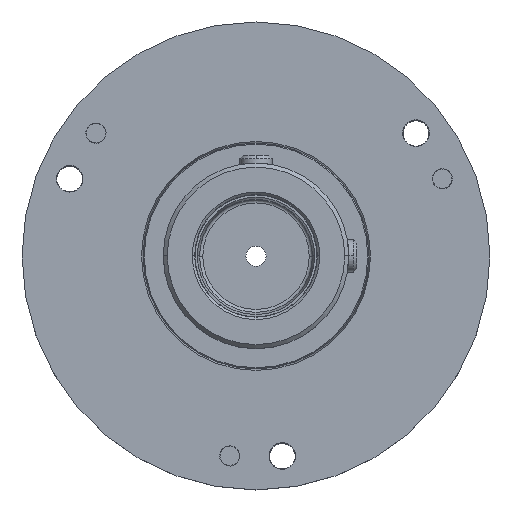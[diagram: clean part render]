
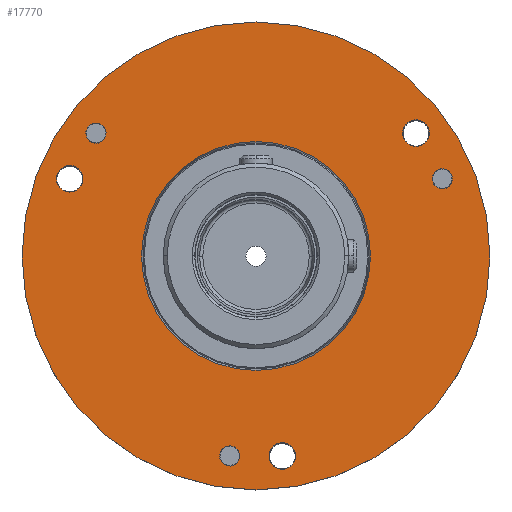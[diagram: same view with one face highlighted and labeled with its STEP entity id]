
A CAD part, top view. The second image highlights one B-rep face of the part: STEP entity #17770.
In plain terms, the highlighted planar face has unit normal (0, 0, 1).
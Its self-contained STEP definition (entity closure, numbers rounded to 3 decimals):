
#351=CARTESIAN_POINT('',(0.,0.,18.));
#352=DIRECTION('',(0.,0.,1.));
#353=DIRECTION('',(1.,0.,0.));
#354=AXIS2_PLACEMENT_3D('',#351,#352,#353);
#356=CARTESIAN_POINT('',(0.,0.,18.));
#357=DIRECTION('',(0.,0.,1.));
#358=DIRECTION('',(-1.,0.,0.));
#359=AXIS2_PLACEMENT_3D('',#356,#357,#358);
#361=CARTESIAN_POINT('',(-19.834,15.219,18.));
#362=DIRECTION('',(0.,0.,-1.));
#363=DIRECTION('',(-0.793,0.609,0.));
#364=AXIS2_PLACEMENT_3D('',#361,#362,#363);
#366=CARTESIAN_POINT('',(-19.834,15.219,18.));
#367=DIRECTION('',(0.,0.,-1.));
#368=DIRECTION('',(0.793,-0.609,0.));
#369=AXIS2_PLACEMENT_3D('',#366,#367,#368);
#371=CARTESIAN_POINT('',(-3.263,-24.786,18.));
#372=DIRECTION('',(0.,0.,-1.));
#373=DIRECTION('',(-0.131,-0.991,0.));
#374=AXIS2_PLACEMENT_3D('',#371,#372,#373);
#376=CARTESIAN_POINT('',(-3.263,-24.786,18.));
#377=DIRECTION('',(0.,0.,-1.));
#378=DIRECTION('',(0.131,0.991,0.));
#379=AXIS2_PLACEMENT_3D('',#376,#377,#378);
#381=CARTESIAN_POINT('',(23.097,9.567,18.));
#382=DIRECTION('',(0.,0.,-1.));
#383=DIRECTION('',(0.924,0.383,0.));
#384=AXIS2_PLACEMENT_3D('',#381,#382,#383);
#386=CARTESIAN_POINT('',(23.097,9.567,18.));
#387=DIRECTION('',(0.,0.,-1.));
#388=DIRECTION('',(-0.924,-0.383,0.));
#389=AXIS2_PLACEMENT_3D('',#386,#387,#388);
#391=CARTESIAN_POINT('',(3.263,-24.786,18.));
#392=DIRECTION('',(0.,0.,1.));
#393=DIRECTION('',(0.,-1.,0.));
#394=AXIS2_PLACEMENT_3D('',#391,#392,#393);
#396=CARTESIAN_POINT('',(3.263,-24.786,18.));
#397=DIRECTION('',(0.,0.,1.));
#398=DIRECTION('',(0.,1.,0.));
#399=AXIS2_PLACEMENT_3D('',#396,#397,#398);
#401=CARTESIAN_POINT('',(19.834,15.219,18.));
#402=DIRECTION('',(0.,0.,1.));
#403=DIRECTION('',(0.,-1.,0.));
#404=AXIS2_PLACEMENT_3D('',#401,#402,#403);
#406=CARTESIAN_POINT('',(19.834,15.219,18.));
#407=DIRECTION('',(0.,0.,1.));
#408=DIRECTION('',(0.,1.,0.));
#409=AXIS2_PLACEMENT_3D('',#406,#407,#408);
#411=CARTESIAN_POINT('',(-23.097,9.567,18.));
#412=DIRECTION('',(0.,0.,1.));
#413=DIRECTION('',(0.,-1.,0.));
#414=AXIS2_PLACEMENT_3D('',#411,#412,#413);
#416=CARTESIAN_POINT('',(-23.097,9.567,18.));
#417=DIRECTION('',(0.,0.,1.));
#418=DIRECTION('',(0.,1.,0.));
#419=AXIS2_PLACEMENT_3D('',#416,#417,#418);
#421=CARTESIAN_POINT('',(0.,0.,18.));
#422=DIRECTION('',(0.,0.,-1.));
#423=DIRECTION('',(-1.,0.,0.));
#424=AXIS2_PLACEMENT_3D('',#421,#422,#423);
#439=CARTESIAN_POINT('',(0.,0.,18.));
#440=DIRECTION('',(0.,0.,-1.));
#441=DIRECTION('',(1.,0.,0.));
#442=AXIS2_PLACEMENT_3D('',#439,#440,#441);
#14262=CARTESIAN_POINT('',(29.,0.,18.));
#14263=CARTESIAN_POINT('',(-29.,0.,18.));
#14264=VERTEX_POINT('',#14262);
#14265=VERTEX_POINT('',#14263);
#14350=CARTESIAN_POINT('',(-20.826,15.98,18.));
#14351=CARTESIAN_POINT('',(-18.842,14.458,18.));
#14352=VERTEX_POINT('',#14350);
#14353=VERTEX_POINT('',#14351);
#14354=CARTESIAN_POINT('',(-3.426,-26.025,18.));
#14355=CARTESIAN_POINT('',(-3.1,-23.547,18.));
#14356=VERTEX_POINT('',#14354);
#14357=VERTEX_POINT('',#14355);
#14358=CARTESIAN_POINT('',(24.252,10.045,18.));
#14359=CARTESIAN_POINT('',(21.942,9.089,18.));
#14360=VERTEX_POINT('',#14358);
#14361=VERTEX_POINT('',#14359);
#14460=CARTESIAN_POINT('',(14.188,0.,18.));
#14461=CARTESIAN_POINT('',(-14.188,0.,18.));
#14462=VERTEX_POINT('',#14460);
#14463=VERTEX_POINT('',#14461);
#14648=CARTESIAN_POINT('',(3.263,-26.436,18.));
#14649=CARTESIAN_POINT('',(3.263,-23.136,18.));
#14650=VERTEX_POINT('',#14648);
#14651=VERTEX_POINT('',#14649);
#14656=CARTESIAN_POINT('',(19.834,13.569,18.));
#14657=CARTESIAN_POINT('',(19.834,16.869,18.));
#14658=VERTEX_POINT('',#14656);
#14659=VERTEX_POINT('',#14657);
#14664=CARTESIAN_POINT('',(-23.097,7.917,18.));
#14665=CARTESIAN_POINT('',(-23.097,11.217,18.));
#14666=VERTEX_POINT('',#14664);
#14667=VERTEX_POINT('',#14665);
#17719=CARTESIAN_POINT('',(0.,0.,18.));
#17720=DIRECTION('',(0.,0.,1.));
#17721=DIRECTION('',(1.,0.,0.));
#17722=AXIS2_PLACEMENT_3D('',#17719,#17720,#17721);
#17723=PLANE('',#17722);
#17724=ORIENTED_EDGE('',*,*,#17699,.F.);
#17725=ORIENTED_EDGE('',*,*,#17713,.F.);
#17726=EDGE_LOOP('',(#17724,#17725));
#17727=FACE_OUTER_BOUND('',#17726,.F.);
#17729=ORIENTED_EDGE('',*,*,#17728,.F.);
#17731=ORIENTED_EDGE('',*,*,#17730,.F.);
#17732=EDGE_LOOP('',(#17729,#17731));
#17733=FACE_BOUND('',#17732,.F.);
#17735=ORIENTED_EDGE('',*,*,#17734,.F.);
#17737=ORIENTED_EDGE('',*,*,#17736,.F.);
#17738=EDGE_LOOP('',(#17735,#17737));
#17739=FACE_BOUND('',#17738,.F.);
#17741=ORIENTED_EDGE('',*,*,#17740,.F.);
#17743=ORIENTED_EDGE('',*,*,#17742,.F.);
#17744=EDGE_LOOP('',(#17741,#17743));
#17745=FACE_BOUND('',#17744,.F.);
#17747=ORIENTED_EDGE('',*,*,#17746,.F.);
#17749=ORIENTED_EDGE('',*,*,#17748,.F.);
#17750=EDGE_LOOP('',(#17747,#17749));
#17751=FACE_BOUND('',#17750,.F.);
#17753=ORIENTED_EDGE('',*,*,#17752,.T.);
#17755=ORIENTED_EDGE('',*,*,#17754,.T.);
#17756=EDGE_LOOP('',(#17753,#17755));
#17757=FACE_BOUND('',#17756,.F.);
#17759=ORIENTED_EDGE('',*,*,#17758,.T.);
#17761=ORIENTED_EDGE('',*,*,#17760,.T.);
#17762=EDGE_LOOP('',(#17759,#17761));
#17763=FACE_BOUND('',#17762,.F.);
#17765=ORIENTED_EDGE('',*,*,#17764,.T.);
#17767=ORIENTED_EDGE('',*,*,#17766,.T.);
#17768=EDGE_LOOP('',(#17765,#17767));
#17769=FACE_BOUND('',#17768,.F.);
#355=CIRCLE('',#354,29.);
#360=CIRCLE('',#359,29.);
#365=CIRCLE('',#364,1.25);
#370=CIRCLE('',#369,1.25);
#375=CIRCLE('',#374,1.25);
#380=CIRCLE('',#379,1.25);
#385=CIRCLE('',#384,1.25);
#390=CIRCLE('',#389,1.25);
#395=CIRCLE('',#394,1.65);
#400=CIRCLE('',#399,1.65);
#405=CIRCLE('',#404,1.65);
#410=CIRCLE('',#409,1.65);
#415=CIRCLE('',#414,1.65);
#420=CIRCLE('',#419,1.65);
#425=CIRCLE('',#424,14.188);
#443=CIRCLE('',#442,14.188);
#17699=EDGE_CURVE('',#14264,#14265,#355,.T.);
#17713=EDGE_CURVE('',#14265,#14264,#360,.T.);
#17728=EDGE_CURVE('',#14463,#14462,#425,.T.);
#17730=EDGE_CURVE('',#14462,#14463,#443,.T.);
#17734=EDGE_CURVE('',#14352,#14353,#365,.T.);
#17736=EDGE_CURVE('',#14353,#14352,#370,.T.);
#17740=EDGE_CURVE('',#14356,#14357,#375,.T.);
#17742=EDGE_CURVE('',#14357,#14356,#380,.T.);
#17746=EDGE_CURVE('',#14360,#14361,#385,.T.);
#17748=EDGE_CURVE('',#14361,#14360,#390,.T.);
#17752=EDGE_CURVE('',#14650,#14651,#395,.T.);
#17754=EDGE_CURVE('',#14651,#14650,#400,.T.);
#17758=EDGE_CURVE('',#14658,#14659,#405,.T.);
#17760=EDGE_CURVE('',#14659,#14658,#410,.T.);
#17764=EDGE_CURVE('',#14666,#14667,#415,.T.);
#17766=EDGE_CURVE('',#14667,#14666,#420,.T.);
#17770=ADVANCED_FACE('',(#17727,#17733,#17739,#17745,#17751,#17757,#17763,
#17769),#17723,.T.);
